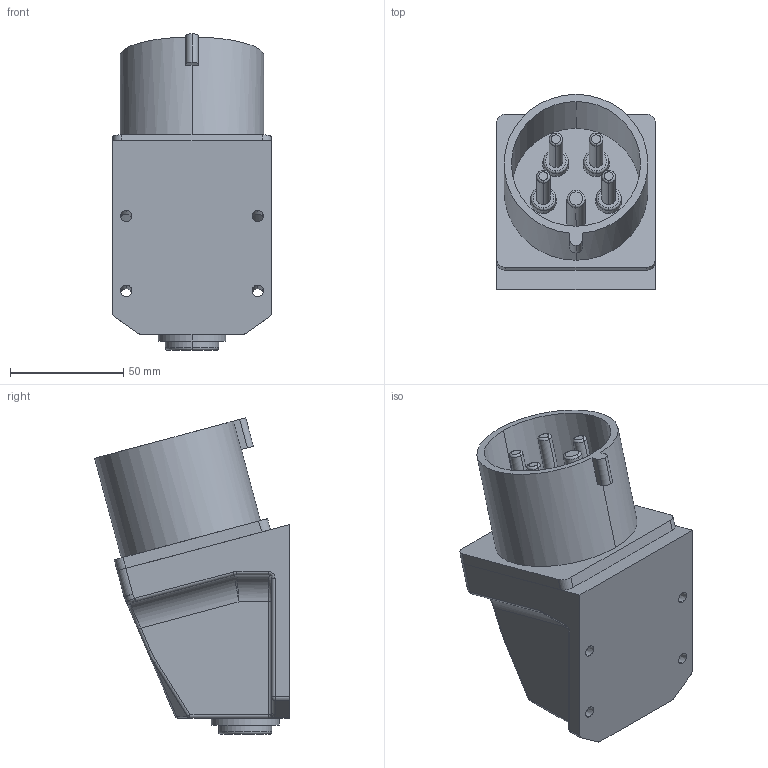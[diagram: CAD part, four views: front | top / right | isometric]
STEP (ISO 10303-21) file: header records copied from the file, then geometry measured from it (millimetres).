
FILE_DESCRIPTION (( 'STEP AP214' ), '1' );
FILE_NAME ('PSR52-032-5 Âèëêà 525 ñòàö.3Ð+ÐÅ+N 32À 380Â IP44 ÈÝÊ.STEP', '2017-03-29T09:00:05', ( '' ), ( '' ), 'SwSTEP 2.0', 'SolidWorks 2014', '' );
FILE_SCHEMA (( 'AUTOMOTIVE_DESIGN' ));
Length unit declared in the file: millimetre
Products named in the file (1): PSR52-032-5 Âèëêà 525 ñòàö.3Ð+ÐÅ+N 32À 380Â IP44 ÈÝÊ
Bounding box: 70 x 85.93 x 139.61 mm (x, y, z)
Volume: 168959.1 mm3; surface area: 92968 mm2
Topology: 9 solids, 9 shells, 610 faces, 1548 edges, 998 vertices
Faces by surface type: plane 281, cylinder 216, bspline 73, torus 28, cone 8, sphere 4
Entity records: 22796 total; most frequent: CARTESIAN_POINT 8172, ORIENTED_EDGE 3088, DIRECTION 2892, EDGE_CURVE 1544, AXIS2_PLACEMENT_3D 1022, VERTEX_POINT 998, LINE 848, VECTOR 848
